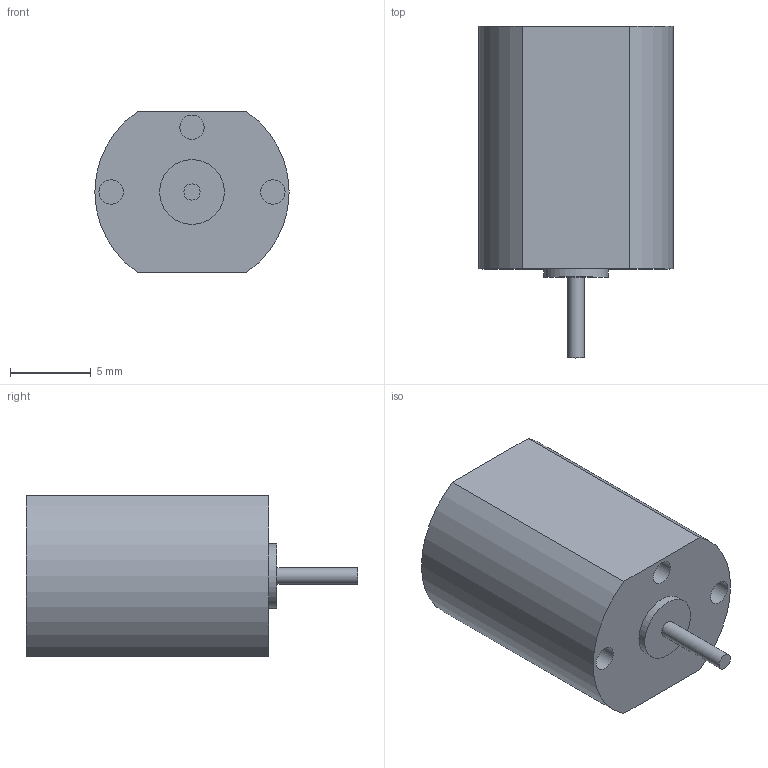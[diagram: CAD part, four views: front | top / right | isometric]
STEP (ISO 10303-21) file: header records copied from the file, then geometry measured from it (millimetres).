
FILE_DESCRIPTION(('FreeCAD Model'),'2;1');
FILE_NAME( 'DC Motor.step', '2017-11-03T21:54:14',('Author'),(''), 'Open CASCADE STEP processor 6.8','FreeCAD','Unknown');
FILE_SCHEMA(('AUTOMOTIVE_DESIGN_CC2 { 1 2 10303 214 -1 1 5 4 }'));
Length unit declared in the file: millimetre
Products named in the file (1): Pocket
Bounding box: 12 x 20.5 x 10 mm (x, y, z)
Volume: 1550.4 mm3; surface area: 840.4 mm2
Topology: 1 solids, 1 shells, 16 faces, 27 edges, 18 vertices
Faces by surface type: plane 9, cylinder 7
Full cylindrical faces by diameter (mm): 1 x1, 1.5 x3, 4 x1
Entity records: 799 total; most frequent: CARTESIAN_POINT 200, DIRECTION 115, ORIENTED_EDGE 54, PCURVE 54, DEFINITIONAL_REPRESENTATION 54, LINE 53, VECTOR 53, AXIS2_PLACEMENT_3D 31
